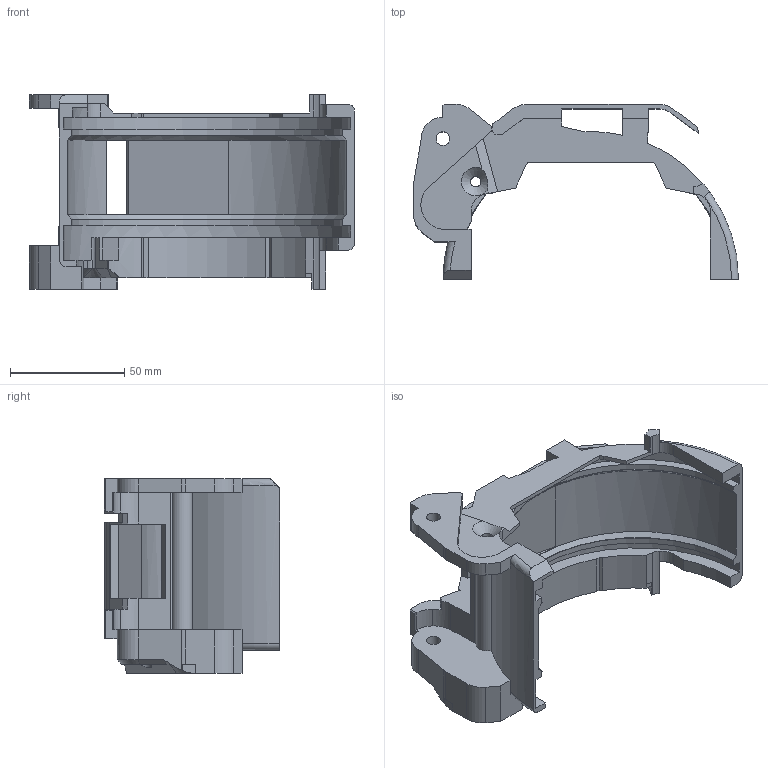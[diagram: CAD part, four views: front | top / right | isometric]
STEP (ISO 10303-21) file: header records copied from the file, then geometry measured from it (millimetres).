
FILE_DESCRIPTION(/* description */ (''),/* implementation_level */ '2;1');
FILE_NAME(/* name */ 'separator_bottom_mid.stp',/* time_stamp */ '2024-06-29T23:10:16-07:00',/* author */ ('aaron'),/* organization */ (''),/* preprocessor_version */ 'ST-DEVELOPER v19.2',/* originating_system */ 'Autodesk Inventor 2023',/* authorisation */ '');
FILE_SCHEMA (('AUTOMOTIVE_DESIGN { 1 0 10303 214 3 1 1 }'));
Length unit declared in the file: millimetre
Products named in the file (1): separator_bottom_mid
Bounding box: 141.94 x 76.47 x 85 mm (x, y, z)
Volume: 120803.2 mm3; surface area: 57446 mm2
Topology: 1 solids, 1 shells, 238 faces, 696 edges, 458 vertices
Faces by surface type: plane 172, cylinder 51, cone 10, torus 4, bspline 1
Full cylindrical faces by diameter (mm): 4.25 x6, 4.5 x1, 6 x2, 11.2 x1
Entity records: 7969 total; most frequent: CARTESIAN_POINT 1504, ORIENTED_EDGE 1392, DIRECTION 1305, EDGE_CURVE 696, LINE 517, VECTOR 517, VERTEX_POINT 458, AXIS2_PLACEMENT_3D 394
